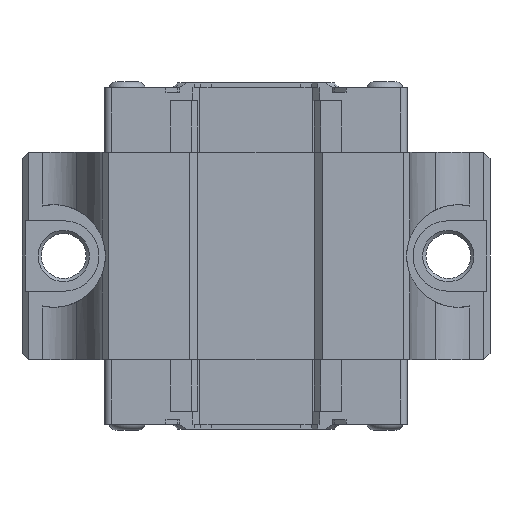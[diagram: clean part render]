
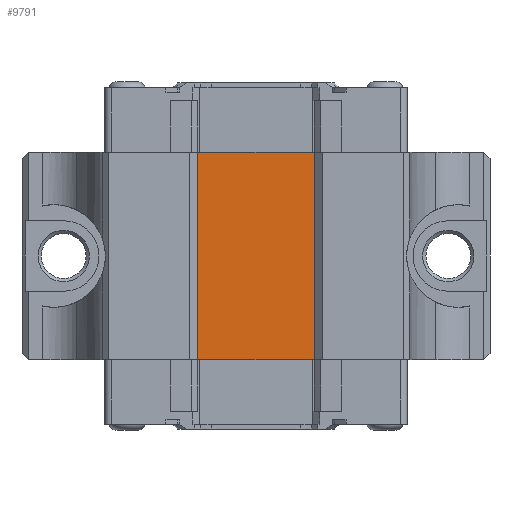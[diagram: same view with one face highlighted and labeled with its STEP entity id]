
A CAD part, front view. The second image highlights one B-rep face of the part: STEP entity #9791.
In plain terms, the highlighted planar face has unit normal (0, -1, 0).
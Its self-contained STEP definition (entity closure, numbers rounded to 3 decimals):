
#1215=FACE_OUTER_BOUND('',#1759,.T.);
#1759=EDGE_LOOP('',(#8903,#8904,#8905,#8906));
#2660=LINE('',#15792,#3714);
#2700=LINE('',#15913,#3754);
#2814=LINE('',#16274,#3868);
#2815=LINE('',#16276,#3869);
#3714=VECTOR('',#12961,10.);
#3754=VECTOR('',#13095,10.);
#3868=VECTOR('',#13373,10.);
#3869=VECTOR('',#13376,10.);
#4670=VERTEX_POINT('',#15789);
#4671=VERTEX_POINT('',#15791);
#4704=VERTEX_POINT('',#15910);
#4705=VERTEX_POINT('',#15912);
#5960=EDGE_CURVE('',#4670,#4671,#2660,.T.);
#6020=EDGE_CURVE('',#4704,#4705,#2700,.T.);
#6162=EDGE_CURVE('',#4670,#4705,#2814,.T.);
#6163=EDGE_CURVE('',#4671,#4704,#2815,.T.);
#8903=ORIENTED_EDGE('',*,*,#6162,.T.);
#8904=ORIENTED_EDGE('',*,*,#6020,.F.);
#8905=ORIENTED_EDGE('',*,*,#6163,.F.);
#8906=ORIENTED_EDGE('',*,*,#5960,.F.);
#9282=PLANE('',#10656);
#9791=ADVANCED_FACE('',(#1215),#9282,.T.);
#10656=AXIS2_PLACEMENT_3D('',#16275,#13374,#13375);
#12961=DIRECTION('',(-1.,0.,0.));
#13095=DIRECTION('',(1.,0.,0.));
#13373=DIRECTION('',(0.,0.,1.));
#13374=DIRECTION('center_axis',(0.,-1.,0.));
#13375=DIRECTION('ref_axis',(1.,0.,0.));
#13376=DIRECTION('',(0.,0.,1.));
#15789=CARTESIAN_POINT('',(9.43,-6.35,-16.15));
#15791=CARTESIAN_POINT('',(-9.43,-6.35,-16.15));
#15792=CARTESIAN_POINT('',(-9.43,-6.35,-16.15));
#15910=CARTESIAN_POINT('',(-9.43,-6.35,16.15));
#15912=CARTESIAN_POINT('',(9.43,-6.35,16.15));
#15913=CARTESIAN_POINT('',(-9.43,-6.35,16.15));
#16274=CARTESIAN_POINT('',(9.43,-6.35,0.));
#16275=CARTESIAN_POINT('Origin',(-9.43,-6.35,0.));
#16276=CARTESIAN_POINT('',(-9.43,-6.35,0.));
